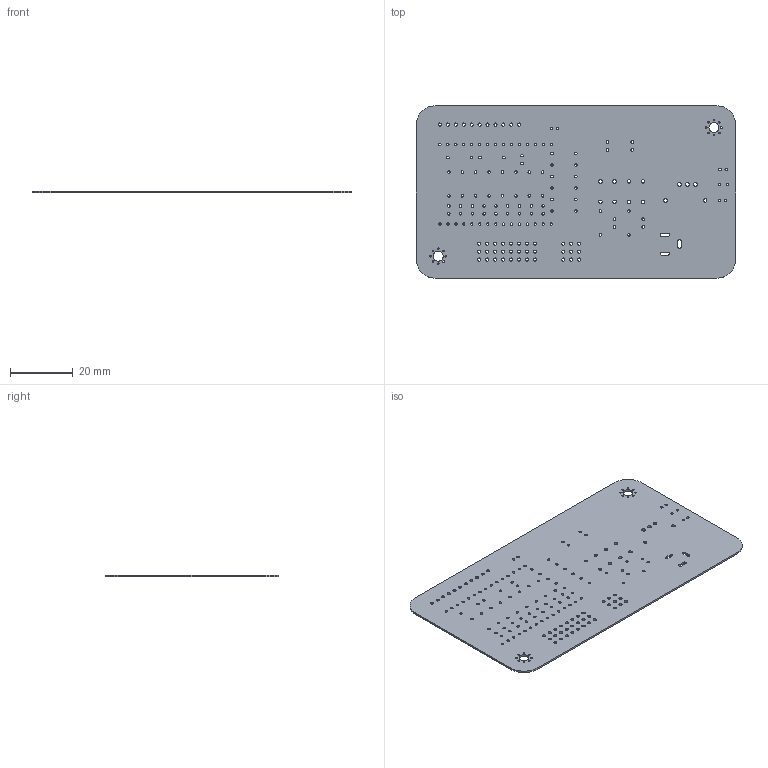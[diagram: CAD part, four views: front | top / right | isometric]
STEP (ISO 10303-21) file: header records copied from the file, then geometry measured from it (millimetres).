
FILE_DESCRIPTION(('KiCad electronic assembly'),'2;1');
FILE_NAME('PCB_Open_KIoT.step','2022-06-01T09:34:06',('Pcbnew'),('Kicad' ),'Open CASCADE STEP processor 7.5','KiCad to STEP converter', 'Unknown');
FILE_SCHEMA(('AUTOMOTIVE_DESIGN { 1 0 10303 214 1 1 1 1 }'));
Length unit declared in the file: millimetre
Products named in the file (2): PCB_Open_KIoT 1; Open_KIoT PCB
Assembly tree (1 placements, depth 2):
  PCB_Open_KIoT 1
    Open_KIoT PCB
Bounding box: 102 x 55 x 0.57 mm (x, y, z)
Volume: 3108.6 mm3; surface area: 11368.1 mm2
Topology: 1 solids, 1 shells, 199 faces, 591 edges, 394 vertices
Faces by surface type: cylinder 187, plane 12
Full cylindrical faces by diameter (mm): 0.5 x16, 0.762 x30, 0.8 x68, 0.9 x4, 1 x44, 1.1 x10, 1.2 x3, 3.2 x2
Entity records: 15349 total; most frequent: DIRECTION 2549, CARTESIAN_POINT 2368, ORIENTED_EDGE 1182, PCURVE 1182, DEFINITIONAL_REPRESENTATION 1182, LINE 1025, VECTOR 1025, CIRCLE 748
